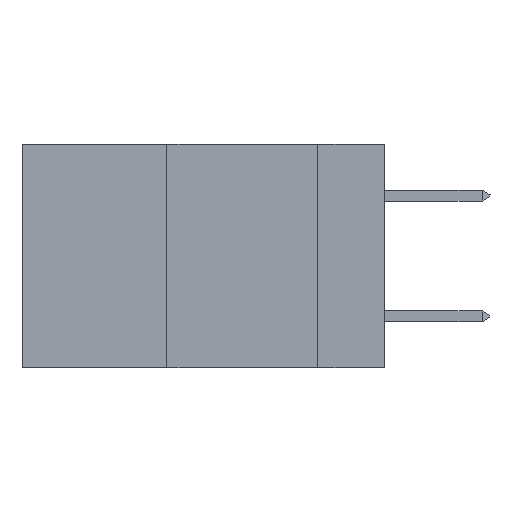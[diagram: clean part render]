
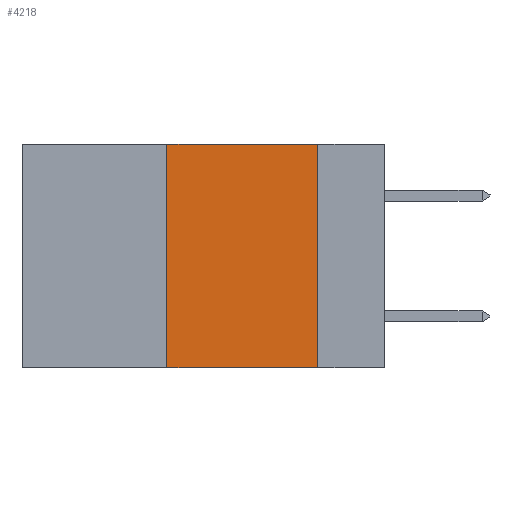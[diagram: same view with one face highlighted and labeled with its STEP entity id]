
A CAD part, left-side view. The second image highlights one B-rep face of the part: STEP entity #4218.
In plain terms, the highlighted planar face has unit normal (-1, 0, 0).
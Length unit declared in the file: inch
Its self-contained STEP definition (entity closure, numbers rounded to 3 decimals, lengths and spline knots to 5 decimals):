
#660 = CARTESIAN_POINT ( 'NONE',  ( 0., 0.6, 0. ) ) ;
#864 = ORIENTED_EDGE ( 'NONE', *, *, #8750, .F. ) ;
#870 = CARTESIAN_POINT ( 'NONE',  ( 0., 0.36, 0. ) ) ;
#1390 = EDGE_CURVE ( 'NONE', #22925, #8542, #4269, .T. ) ;
#1760 = EDGE_CURVE ( 'NONE', #12525, #8542, #17148, .T. ) ;
#3125 = FACE_OUTER_BOUND ( 'NONE', #5953, .T. ) ;
#4218 = ADVANCED_FACE ( 'NONE', ( #3125 ), #25494, .F. ) ;
#4269 = LINE ( 'NONE', #24556, #17170 ) ;
#5138 = DIRECTION ( 'NONE',  ( 0., -1., 0. ) ) ;
#5953 = EDGE_LOOP ( 'NONE', ( #8205, #864, #12249, #16943 ) ) ;
#8205 = ORIENTED_EDGE ( 'NONE', *, *, #1390, .F. ) ;
#8542 = VERTEX_POINT ( 'NONE', #13168 ) ;
#8750 = EDGE_CURVE ( 'NONE', #20576, #22925, #14663, .T. ) ;
#9621 = VECTOR ( 'NONE', #5138, 39.37008 ) ;
#12249 = ORIENTED_EDGE ( 'NONE', *, *, #13184, .F. ) ;
#12525 = VERTEX_POINT ( 'NONE', #16295 ) ;
#13168 = CARTESIAN_POINT ( 'NONE',  ( 0., 0.11, -0.37 ) ) ;
#13184 = EDGE_CURVE ( 'NONE', #12525, #20576, #25360, .T. ) ;
#14663 = LINE ( 'NONE', #660, #9621 ) ;
#14929 = DIRECTION ( 'NONE',  ( 0., 0., -1. ) ) ;
#16295 = CARTESIAN_POINT ( 'NONE',  ( 0., 0.36, -0.37 ) ) ;
#16767 = CARTESIAN_POINT ( 'NONE',  ( 0., 0.11, 0. ) ) ;
#16943 = ORIENTED_EDGE ( 'NONE', *, *, #1760, .T. ) ;
#17148 = LINE ( 'NONE', #19409, #27685 ) ;
#17170 = VECTOR ( 'NONE', #18336, 39.37008 ) ;
#18336 = DIRECTION ( 'NONE',  ( 0., 0., -1. ) ) ;
#19409 = CARTESIAN_POINT ( 'NONE',  ( 0., 0.6, -0.37 ) ) ;
#19715 = VECTOR ( 'NONE', #22569, 39.37008 ) ;
#20141 = CARTESIAN_POINT ( 'NONE',  ( 0., 0.36, 0. ) ) ;
#20576 = VERTEX_POINT ( 'NONE', #20141 ) ;
#21235 = CARTESIAN_POINT ( 'NONE',  ( 0., 0.6, 0. ) ) ;
#21264 = AXIS2_PLACEMENT_3D ( 'NONE', #21235, #27571, #14929 ) ;
#22569 = DIRECTION ( 'NONE',  ( 0., 0., 1. ) ) ;
#22925 = VERTEX_POINT ( 'NONE', #16767 ) ;
#24556 = CARTESIAN_POINT ( 'NONE',  ( 0., 0.11, 0. ) ) ;
#25360 = LINE ( 'NONE', #870, #19715 ) ;
#25494 = PLANE ( 'NONE',  #21264 ) ;
#27571 = DIRECTION ( 'NONE',  ( 1., 0., 0. ) ) ;
#27685 = VECTOR ( 'NONE', #27876, 39.37008 ) ;
#27876 = DIRECTION ( 'NONE',  ( 0., -1., 0. ) ) ;
